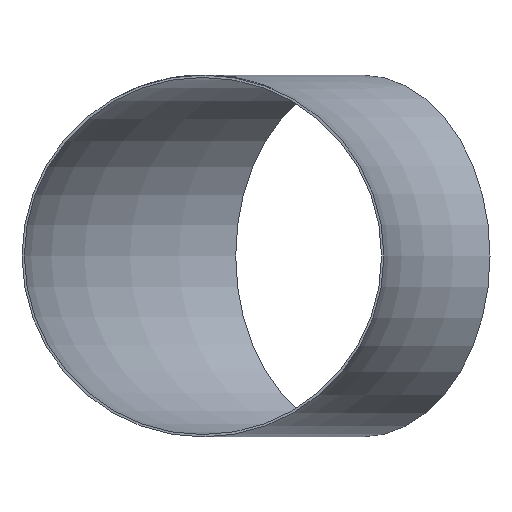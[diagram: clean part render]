
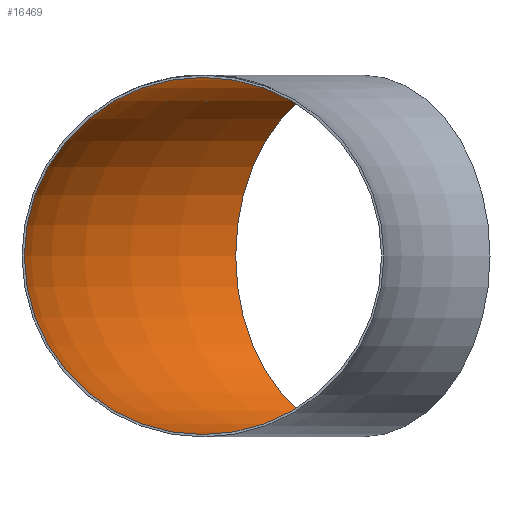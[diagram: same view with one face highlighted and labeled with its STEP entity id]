
A CAD part, front view. The second image highlights one B-rep face of the part: STEP entity #16469.
In plain terms, the highlighted toroidal (fillet/blend) face has major radius 686 mm and minor radius 225.6 mm.
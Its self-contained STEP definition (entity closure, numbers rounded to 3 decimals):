
#1315 = FACE_OUTER_BOUND ( 'NONE', #16932, .T. ) ;
#1857 = VERTEX_POINT ( 'NONE', #26352 ) ;
#6794 = EDGE_CURVE ( 'NONE', #1857, #1857, #26736, .T. ) ;
#6913 = DIRECTION ( 'NONE',  ( 0., 0., 1. ) ) ;
#8414 = CARTESIAN_POINT ( 'NONE',  ( 0., 0., 0. ) ) ;
#8817 = VERTEX_POINT ( 'NONE', #24595 ) ;
#10708 = EDGE_CURVE ( 'NONE', #8817, #8817, #26253, .T. ) ;
#12370 = DIRECTION ( 'NONE',  ( 0., 0., -1. ) ) ;
#13718 = AXIS2_PLACEMENT_3D ( 'NONE', #8414, #12370, #17243 ) ;
#13997 = AXIS2_PLACEMENT_3D ( 'NONE', #20065, #20361, #20218 ) ;
#15743 = DIRECTION ( 'NONE',  ( 0., 1., 0. ) ) ;
#16469 = ADVANCED_FACE ( 'NONE', ( #26380, #1315 ), #24099, .F. ) ;
#16932 = EDGE_LOOP ( 'NONE', ( #26073 ) ) ;
#17243 = DIRECTION ( 'NONE',  ( -1., 0., 0. ) ) ;
#20065 = CARTESIAN_POINT ( 'NONE',  ( -485.075, 485.075, 0. ) ) ;
#20218 = DIRECTION ( 'NONE',  ( -0.707, 0.707, 0. ) ) ;
#20361 = DIRECTION ( 'NONE',  ( 0.707, 0.707, 0. ) ) ;
#21352 = EDGE_LOOP ( 'NONE', ( #27762 ) ) ;
#24099 = TOROIDAL_SURFACE ( 'NONE', #13718, 686., 225.6 ) ;
#24595 = CARTESIAN_POINT ( 'NONE',  ( -686., 0., 225.6 ) ) ;
#25037 = CARTESIAN_POINT ( 'NONE',  ( -686., 0., 0. ) ) ;
#26073 = ORIENTED_EDGE ( 'NONE', *, *, #10708, .F. ) ;
#26253 = CIRCLE ( 'NONE', #26708, 225.6 ) ;
#26352 = CARTESIAN_POINT ( 'NONE',  ( -644.599, 644.599, 0. ) ) ;
#26380 = FACE_OUTER_BOUND ( 'NONE', #21352, .T. ) ;
#26708 = AXIS2_PLACEMENT_3D ( 'NONE', #25037, #15743, #6913 ) ;
#26736 = CIRCLE ( 'NONE', #13997, 225.6 ) ;
#27762 = ORIENTED_EDGE ( 'NONE', *, *, #6794, .T. ) ;
